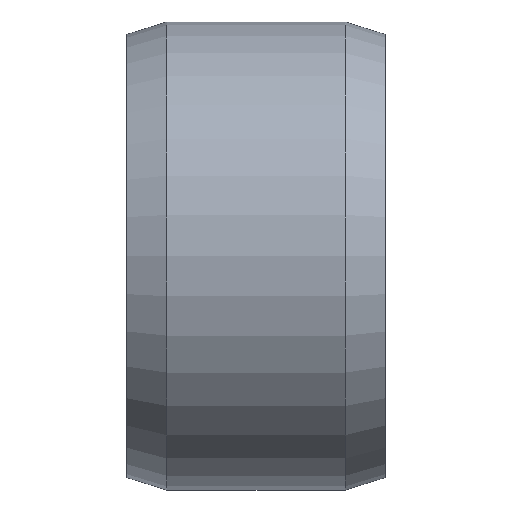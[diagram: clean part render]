
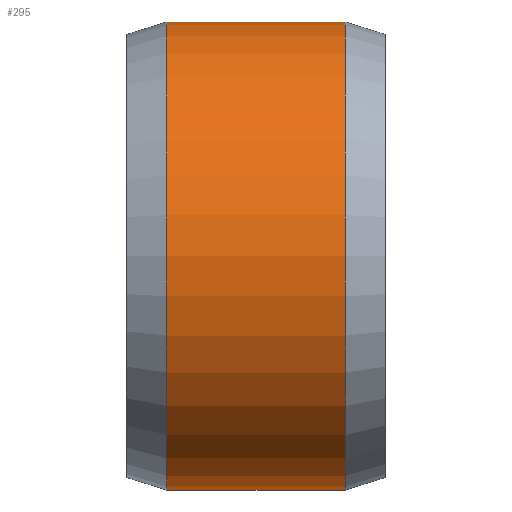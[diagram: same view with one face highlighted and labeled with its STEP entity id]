
A CAD part, top view. The second image highlights one B-rep face of the part: STEP entity #295.
In plain terms, the highlighted cylindrical face has radius 357.5 mm (diameter 715 mm), a partial arc.
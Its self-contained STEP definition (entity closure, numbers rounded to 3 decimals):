
#195 = EDGE_CURVE( '', #477, #221, #533, .T. );
#221 = VERTEX_POINT( '', #560 );
#265 = EDGE_CURVE( '', #477, #407, #610, .T. );
#295 = ADVANCED_FACE( '', ( #641 ), #642, .T. );
#347 = EDGE_CURVE( '', #221, #399, #698, .T. );
#399 = VERTEX_POINT( '', #755 );
#407 = VERTEX_POINT( '', #763 );
#439 = EDGE_CURVE( '', #399, #407, #798, .T. );
#477 = VERTEX_POINT( '', #843 );
#533 = LINE( '', #895, #896 );
#560 = CARTESIAN_POINT( '', ( 136.667, -357.5, 0. ) );
#610 = CIRCLE( '', #1004, 357.5 );
#641 = FACE_OUTER_BOUND( '', #1049, .T. );
#642 = CYLINDRICAL_SURFACE( '', #1050, 357.5 );
#698 = CIRCLE( '', #1123, 357.5 );
#755 = CARTESIAN_POINT( '', ( 136.667, 357.5, 0. ) );
#763 = CARTESIAN_POINT( '', ( -136.667, 357.5, 0. ) );
#798 = LINE( '', #1263, #1264 );
#843 = CARTESIAN_POINT( '', ( -136.667, -357.5, 0. ) );
#895 = CARTESIAN_POINT( '', ( 0., -357.5, 0. ) );
#896 = VECTOR( '', #1390, 1. );
#1004 = AXIS2_PLACEMENT_3D( '', #1482, #1483, #1484 );
#1049 = EDGE_LOOP( '', ( #1506, #1507, #1508, #1509 ) );
#1050 = AXIS2_PLACEMENT_3D( '', #1510, #1511, #1512 );
#1123 = AXIS2_PLACEMENT_3D( '', #1563, #1564, #1565 );
#1263 = CARTESIAN_POINT( '', ( 0., 357.5, 0. ) );
#1264 = VECTOR( '', #1678, 1. );
#1390 = DIRECTION( '', ( 1., 0., 0. ) );
#1482 = CARTESIAN_POINT( '', ( -136.667, 0., 0. ) );
#1483 = DIRECTION( '', ( -1., 0., 0. ) );
#1484 = DIRECTION( '', ( 0., 1., 0. ) );
#1506 = ORIENTED_EDGE( '', *, *, #439, .T. );
#1507 = ORIENTED_EDGE( '', *, *, #265, .F. );
#1508 = ORIENTED_EDGE( '', *, *, #195, .T. );
#1509 = ORIENTED_EDGE( '', *, *, #347, .T. );
#1510 = CARTESIAN_POINT( '', ( 0., 0., 0. ) );
#1511 = DIRECTION( '', ( 1., 0., 0. ) );
#1512 = DIRECTION( '', ( 0., 1., 0. ) );
#1563 = CARTESIAN_POINT( '', ( 136.667, 0., 0. ) );
#1564 = DIRECTION( '', ( -1., 0., 0. ) );
#1565 = DIRECTION( '', ( 0., 1., 0. ) );
#1678 = DIRECTION( '', ( -1., 0., 0. ) );
